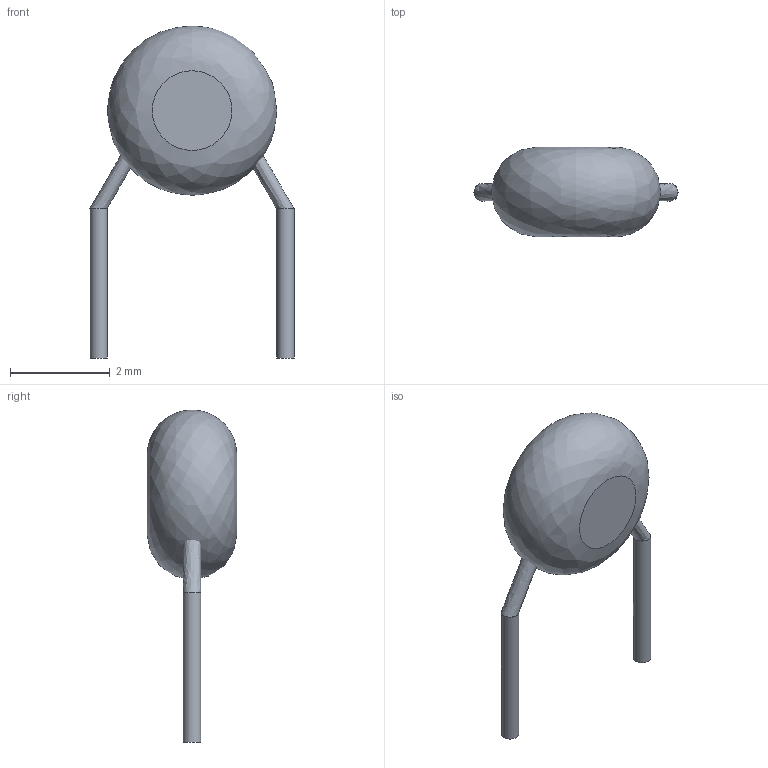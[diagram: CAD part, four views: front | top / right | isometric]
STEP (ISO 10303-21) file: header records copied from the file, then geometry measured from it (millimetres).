
FILE_DESCRIPTION(/* description */ (''),/* implementation_level */ '2;1');
FILE_NAME(/* name */ 'Ycap_P3.75mm.step',/* time_stamp */ '2024-11-16T16:32:18+06:00',/* author */ (''),/* organization */ (''),/* preprocessor_version */ 'ST-DEVELOPER v20',/* originating_system */ 'Autodesk Translation Framework v13.20.0.188',/* authorisation */ '');
FILE_SCHEMA (('AUTOMOTIVE_DESIGN { 1 0 10303 214 3 1 1 }'));
Length unit declared in the file: millimetre
Products named in the file (1): (Unsaved)
Bounding box: 4.1 x 1.8 x 6.67 mm (x, y, z)
Volume: 13.9 mm3; surface area: 39.1 mm2
Topology: 5 solids, 5 shells, 15 faces, 15 edges, 10 vertices
Faces by surface type: plane 10, bspline 3, cylinder 2
Full cylindrical faces by diameter (mm): 0.35 x2
Entity records: 387 total; most frequent: CARTESIAN_POINT 121, DIRECTION 50, ORIENTED_EDGE 30, AXIS2_PLACEMENT_3D 24, FACE_OUTER_BOUND 15, EDGE_LOOP 15, EDGE_CURVE 15, ADVANCED_FACE 15
